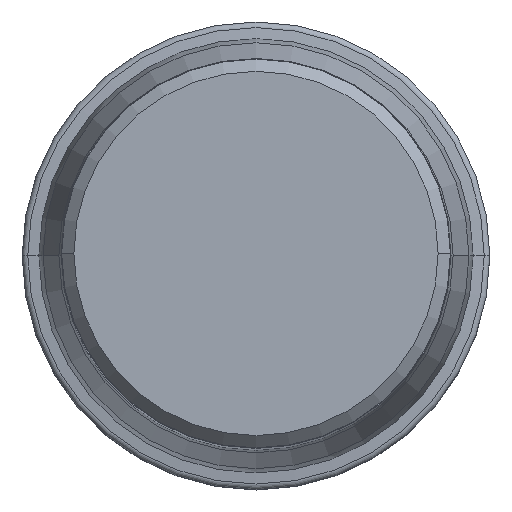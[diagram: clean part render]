
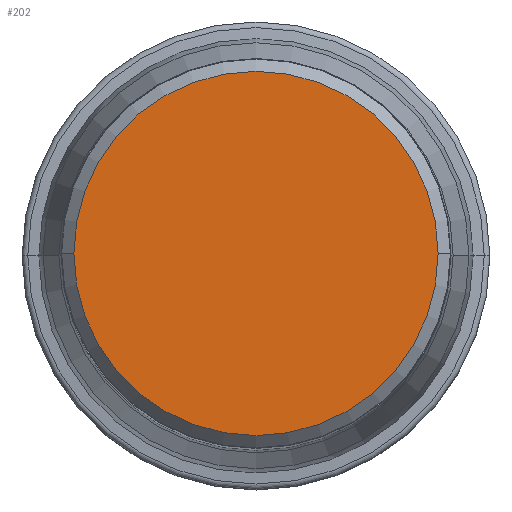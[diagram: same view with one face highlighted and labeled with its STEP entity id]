
A CAD part, top view. The second image highlights one B-rep face of the part: STEP entity #202.
In plain terms, the highlighted planar face has unit normal (0, 0, 1).
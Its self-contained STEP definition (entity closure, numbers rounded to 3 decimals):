
#135=FACE_OUTER_BOUND('',#279,.T.);
#202=ADVANCED_FACE('',(#135),#242,.F.);
#242=PLANE('',#1296);
#279=EDGE_LOOP('',(#439,#440));
#439=ORIENTED_EDGE('',*,*,#765,.T.);
#440=ORIENTED_EDGE('',*,*,#766,.T.);
#651=VERTEX_POINT('',#2042);
#652=VERTEX_POINT('',#2043);
#765=EDGE_CURVE('',#651,#652,#910,.T.);
#766=EDGE_CURVE('',#652,#651,#911,.T.);
#910=CIRCLE('',#1294,14.836);
#911=CIRCLE('',#1295,14.836);
#1294=AXIS2_PLACEMENT_3D('',#2041,#1602,#1603);
#1295=AXIS2_PLACEMENT_3D('',#2044,#1604,#1605);
#1296=AXIS2_PLACEMENT_3D('',#2045,#1606,#1607);
#1602=DIRECTION('',(0.,0.,1.));
#1603=DIRECTION('',(-1.,0.,0.));
#1604=DIRECTION('',(0.,0.,1.));
#1605=DIRECTION('',(1.,0.,0.));
#1606=DIRECTION('',(0.,0.,-1.));
#1607=DIRECTION('',(1.,0.,0.));
#2041=CARTESIAN_POINT('',(0.,0.,0.));
#2042=CARTESIAN_POINT('',(-14.836,0.,0.));
#2043=CARTESIAN_POINT('',(14.836,0.,0.));
#2044=CARTESIAN_POINT('',(0.,0.,0.));
#2045=CARTESIAN_POINT('',(0.,0.,0.));
